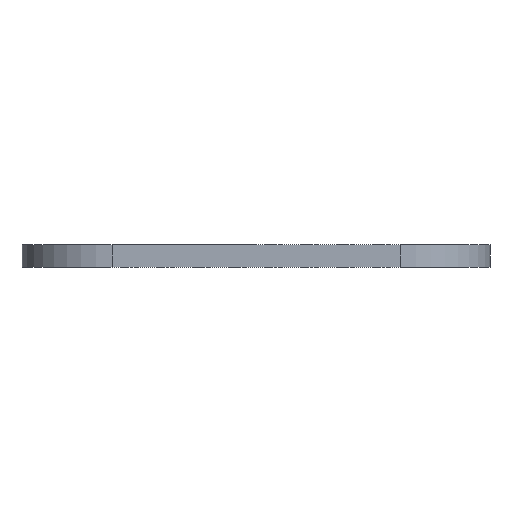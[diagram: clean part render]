
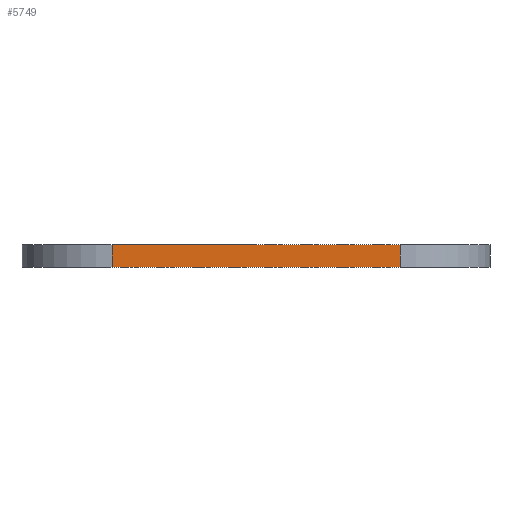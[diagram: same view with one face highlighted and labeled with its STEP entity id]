
A CAD part, left-side view. The second image highlights one B-rep face of the part: STEP entity #5749.
In plain terms, the highlighted planar face has unit normal (-1, 0, 0).
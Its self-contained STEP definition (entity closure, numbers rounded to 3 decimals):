
#488=PLANE('',#6475);
#728=FACE_OUTER_BOUND('',#970,.T.);
#970=EDGE_LOOP('',(#4552,#4553,#4554,#4555));
#1680=LINE('',#9594,#1928);
#1681=LINE('',#9597,#1929);
#1682=LINE('',#9599,#1930);
#1683=LINE('',#9600,#1931);
#1928=VECTOR('',#8141,10.);
#1929=VECTOR('',#8144,10.);
#1930=VECTOR('',#8145,10.);
#1931=VECTOR('',#8146,10.);
#2880=VERTEX_POINT('',#9590);
#2881=VERTEX_POINT('',#9592);
#2882=VERTEX_POINT('',#9596);
#2883=VERTEX_POINT('',#9598);
#3596=EDGE_CURVE('',#2880,#2881,#1680,.T.);
#3597=EDGE_CURVE('',#2880,#2882,#1681,.T.);
#3598=EDGE_CURVE('',#2883,#2881,#1682,.T.);
#3599=EDGE_CURVE('',#2882,#2883,#1683,.T.);
#4552=ORIENTED_EDGE('',*,*,#3597,.F.);
#4553=ORIENTED_EDGE('',*,*,#3596,.T.);
#4554=ORIENTED_EDGE('',*,*,#3598,.F.);
#4555=ORIENTED_EDGE('',*,*,#3599,.F.);
#5749=ADVANCED_FACE('',(#728),#488,.T.);
#6475=AXIS2_PLACEMENT_3D('',#9595,#8142,#8143);
#8141=DIRECTION('',(0.,0.,1.));
#8142=DIRECTION('center_axis',(-1.,0.,0.));
#8143=DIRECTION('ref_axis',(0.,-1.,0.));
#8144=DIRECTION('',(0.,1.,0.));
#8145=DIRECTION('',(0.,-1.,0.));
#8146=DIRECTION('',(0.,0.,1.));
#9590=CARTESIAN_POINT('',(-26.67,-10.16,0.));
#9592=CARTESIAN_POINT('',(-26.67,-10.16,1.57));
#9594=CARTESIAN_POINT('',(-26.67,-10.16,0.));
#9595=CARTESIAN_POINT('Origin',(-26.67,10.16,0.));
#9596=CARTESIAN_POINT('',(-26.67,10.16,0.));
#9597=CARTESIAN_POINT('',(-26.67,-10.16,0.));
#9598=CARTESIAN_POINT('',(-26.67,10.16,1.57));
#9599=CARTESIAN_POINT('',(-26.67,-10.16,1.57));
#9600=CARTESIAN_POINT('',(-26.67,10.16,0.));
